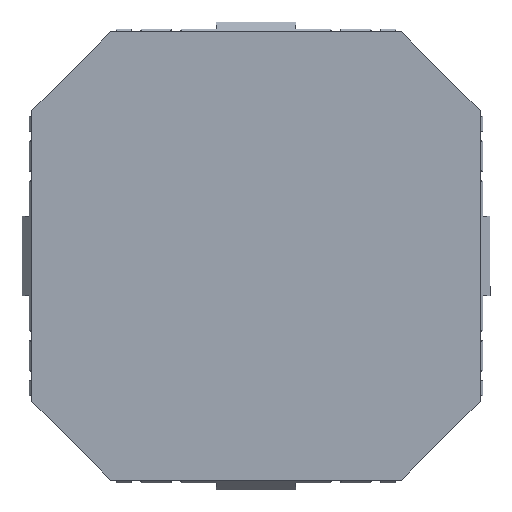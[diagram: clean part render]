
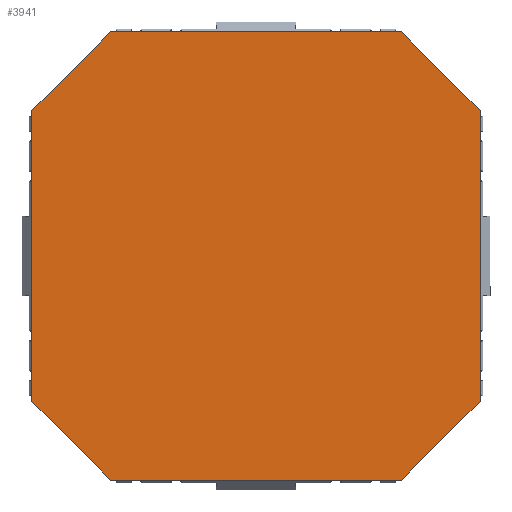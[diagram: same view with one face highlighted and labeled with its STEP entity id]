
A CAD part, front view. The second image highlights one B-rep face of the part: STEP entity #3941.
In plain terms, the highlighted planar face has unit normal (0, -1, 0).
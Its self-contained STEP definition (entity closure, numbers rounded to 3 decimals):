
#293=PLANE('',#4254);
#509=FACE_OUTER_BOUND('',#731,.T.);
#731=EDGE_LOOP('',(#3605,#3606,#3607,#3608,#3609,#3610,#3611,#3612));
#1189=LINE('',#6337,#1685);
#1190=LINE('',#6339,#1686);
#1191=LINE('',#6341,#1687);
#1192=LINE('',#6343,#1688);
#1193=LINE('',#6345,#1689);
#1194=LINE('',#6347,#1690);
#1195=LINE('',#6349,#1691);
#1196=LINE('',#6350,#1692);
#1685=VECTOR('',#5217,10.);
#1686=VECTOR('',#5218,10.);
#1687=VECTOR('',#5219,10.);
#1688=VECTOR('',#5220,10.);
#1689=VECTOR('',#5221,10.);
#1690=VECTOR('',#5222,10.);
#1691=VECTOR('',#5223,10.);
#1692=VECTOR('',#5224,10.);
#2097=VERTEX_POINT('',#6335);
#2098=VERTEX_POINT('',#6336);
#2099=VERTEX_POINT('',#6338);
#2100=VERTEX_POINT('',#6340);
#2101=VERTEX_POINT('',#6342);
#2102=VERTEX_POINT('',#6344);
#2103=VERTEX_POINT('',#6346);
#2104=VERTEX_POINT('',#6348);
#2605=EDGE_CURVE('',#2097,#2098,#1189,.T.);
#2606=EDGE_CURVE('',#2099,#2097,#1190,.T.);
#2607=EDGE_CURVE('',#2100,#2099,#1191,.T.);
#2608=EDGE_CURVE('',#2101,#2100,#1192,.T.);
#2609=EDGE_CURVE('',#2102,#2101,#1193,.T.);
#2610=EDGE_CURVE('',#2103,#2102,#1194,.T.);
#2611=EDGE_CURVE('',#2104,#2103,#1195,.T.);
#2612=EDGE_CURVE('',#2098,#2104,#1196,.T.);
#3605=ORIENTED_EDGE('',*,*,#2605,.F.);
#3606=ORIENTED_EDGE('',*,*,#2606,.F.);
#3607=ORIENTED_EDGE('',*,*,#2607,.F.);
#3608=ORIENTED_EDGE('',*,*,#2608,.F.);
#3609=ORIENTED_EDGE('',*,*,#2609,.F.);
#3610=ORIENTED_EDGE('',*,*,#2610,.F.);
#3611=ORIENTED_EDGE('',*,*,#2611,.F.);
#3612=ORIENTED_EDGE('',*,*,#2612,.F.);
#3941=ADVANCED_FACE('',(#509),#293,.F.);
#4254=AXIS2_PLACEMENT_3D('',#6334,#5215,#5216);
#5215=DIRECTION('center_axis',(0.,1.,0.));
#5216=DIRECTION('ref_axis',(1.,0.,0.));
#5217=DIRECTION('',(0.,0.,-1.));
#5218=DIRECTION('',(0.707,0.,-0.707));
#5219=DIRECTION('',(1.,0.,0.));
#5220=DIRECTION('',(0.707,0.,0.707));
#5221=DIRECTION('',(0.,0.,1.));
#5222=DIRECTION('',(-0.707,0.,0.707));
#5223=DIRECTION('',(-1.,0.,0.));
#5224=DIRECTION('',(-0.707,0.,-0.707));
#6334=CARTESIAN_POINT('Origin',(0.,0.,0.));
#6335=CARTESIAN_POINT('',(5.606,0.,3.645));
#6336=CARTESIAN_POINT('',(5.606,0.,-3.645));
#6337=CARTESIAN_POINT('',(5.606,0.,2.803));
#6338=CARTESIAN_POINT('',(3.645,0.,5.606));
#6339=CARTESIAN_POINT('',(3.501,0.,5.75));
#6340=CARTESIAN_POINT('',(-3.645,0.,5.606));
#6341=CARTESIAN_POINT('',(-2.803,0.,5.606));
#6342=CARTESIAN_POINT('',(-5.606,0.,3.644));
#6343=CARTESIAN_POINT('',(-3.501,0.,5.75));
#6344=CARTESIAN_POINT('',(-5.606,0.,-3.645));
#6345=CARTESIAN_POINT('',(-5.606,0.,-2.803));
#6346=CARTESIAN_POINT('',(-3.645,0.,-5.606));
#6347=CARTESIAN_POINT('',(-5.75,0.,-3.501));
#6348=CARTESIAN_POINT('',(3.645,0.,-5.606));
#6349=CARTESIAN_POINT('',(2.803,0.,-5.606));
#6350=CARTESIAN_POINT('',(3.501,0.,-5.75));
